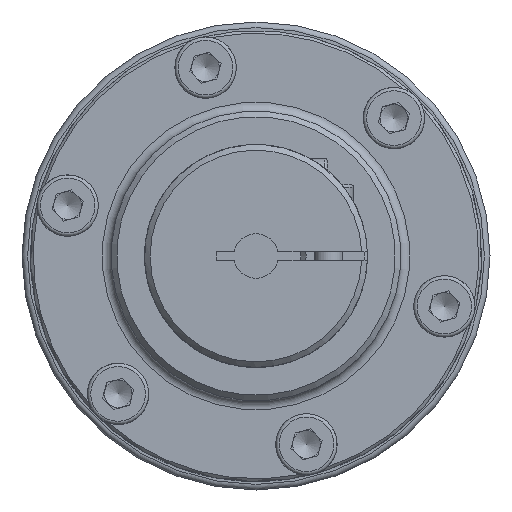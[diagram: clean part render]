
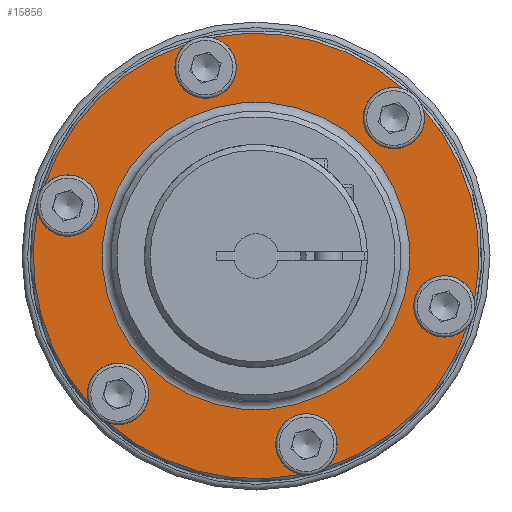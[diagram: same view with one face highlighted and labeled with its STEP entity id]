
A CAD part, left-side view. The second image highlights one B-rep face of the part: STEP entity #15856.
In plain terms, the highlighted planar face has unit normal (-1, 0, 0).
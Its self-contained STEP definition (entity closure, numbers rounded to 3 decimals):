
#1748=PLANE('',#17123);
#4130=ORIENTED_EDGE('',*,*,#6070,.F.);
#4131=ORIENTED_EDGE('',*,*,#6056,.F.);
#4132=ORIENTED_EDGE('',*,*,#6052,.T.);
#4133=ORIENTED_EDGE('',*,*,#6049,.F.);
#4134=ORIENTED_EDGE('',*,*,#6051,.T.);
#4135=ORIENTED_EDGE('',*,*,#6048,.F.);
#4136=ORIENTED_EDGE('',*,*,#6050,.T.);
#4137=ORIENTED_EDGE('',*,*,#6047,.F.);
#4138=ORIENTED_EDGE('',*,*,#6055,.T.);
#4139=ORIENTED_EDGE('',*,*,#6046,.F.);
#4140=ORIENTED_EDGE('',*,*,#6054,.T.);
#4141=ORIENTED_EDGE('',*,*,#6045,.F.);
#4142=ORIENTED_EDGE('',*,*,#6053,.T.);
#6045=EDGE_CURVE('',#9006,#9005,#6968,.T.);
#6046=EDGE_CURVE('',#9004,#9003,#6969,.T.);
#6047=EDGE_CURVE('',#9012,#9011,#6970,.T.);
#6048=EDGE_CURVE('',#9010,#9009,#6971,.T.);
#6049=EDGE_CURVE('',#9008,#9007,#6972,.T.);
#6050=EDGE_CURVE('',#9010,#9011,#6973,.T.);
#6051=EDGE_CURVE('',#9008,#9009,#6974,.T.);
#6052=EDGE_CURVE('',#9014,#9007,#6975,.T.);
#6053=EDGE_CURVE('',#9006,#9013,#6976,.T.);
#6054=EDGE_CURVE('',#9004,#9005,#6977,.T.);
#6055=EDGE_CURVE('',#9012,#9003,#6978,.T.);
#6056=EDGE_CURVE('',#9014,#9013,#6979,.T.);
#6070=EDGE_CURVE('',#9030,#9030,#6981,.T.);
#6968=CIRCLE('',#17097,2.75);
#6969=CIRCLE('',#17099,2.75);
#6970=CIRCLE('',#17101,2.75);
#6971=CIRCLE('',#17103,2.75);
#6972=CIRCLE('',#17105,2.75);
#6973=CIRCLE('',#17107,20.);
#6974=CIRCLE('',#17108,20.);
#6975=CIRCLE('',#17109,20.);
#6976=CIRCLE('',#17110,20.);
#6977=CIRCLE('',#17111,20.);
#6978=CIRCLE('',#17112,20.);
#6979=CIRCLE('',#17114,2.75);
#6981=CIRCLE('',#17124,13.8);
#7891=EDGE_LOOP('',(#4130));
#7892=EDGE_LOOP('',(#4131,#4132,#4133,#4134,#4135,#4136,#4137,#4138,#4139,
#4140,#4141,#4142));
#9003=VERTEX_POINT('',#24597);
#9004=VERTEX_POINT('',#24598);
#9005=VERTEX_POINT('',#24602);
#9006=VERTEX_POINT('',#24603);
#9007=VERTEX_POINT('',#24607);
#9008=VERTEX_POINT('',#24608);
#9009=VERTEX_POINT('',#24612);
#9010=VERTEX_POINT('',#24613);
#9011=VERTEX_POINT('',#24617);
#9012=VERTEX_POINT('',#24618);
#9013=VERTEX_POINT('',#24622);
#9014=VERTEX_POINT('',#24623);
#9030=VERTEX_POINT('',#24701);
#10039=FACE_BOUND('',#7891,.T.);
#10040=FACE_BOUND('',#7892,.T.);
#15856=ADVANCED_FACE('',(#10039,#10040),#1748,.T.);
#17097=AXIS2_PLACEMENT_3D('',#24654,#19847,#19848);
#17099=AXIS2_PLACEMENT_3D('',#24656,#19851,#19852);
#17101=AXIS2_PLACEMENT_3D('',#24658,#19855,#19856);
#17103=AXIS2_PLACEMENT_3D('',#24660,#19859,#19860);
#17105=AXIS2_PLACEMENT_3D('',#24662,#19863,#19864);
#17107=AXIS2_PLACEMENT_3D('',#24664,#19867,#19868);
#17108=AXIS2_PLACEMENT_3D('',#24665,#19869,#19870);
#17109=AXIS2_PLACEMENT_3D('',#24666,#19871,#19872);
#17110=AXIS2_PLACEMENT_3D('',#24667,#19873,#19874);
#17111=AXIS2_PLACEMENT_3D('',#24668,#19875,#19876);
#17112=AXIS2_PLACEMENT_3D('',#24669,#19877,#19878);
#17114=AXIS2_PLACEMENT_3D('',#24671,#19881,#19882);
#17123=AXIS2_PLACEMENT_3D('',#24699,#19911,#19912);
#17124=AXIS2_PLACEMENT_3D('',#24700,#19913,#19914);
#19847=DIRECTION('',(-1.,0.,0.));
#19848=DIRECTION('',(0.,-0.707,0.707));
#19851=DIRECTION('',(-1.,0.,0.));
#19852=DIRECTION('',(0.,-0.966,-0.259));
#19855=DIRECTION('',(-1.,0.,0.));
#19856=DIRECTION('',(0.,-0.259,-0.966));
#19859=DIRECTION('',(-1.,0.,0.));
#19860=DIRECTION('',(0.,0.707,-0.707));
#19863=DIRECTION('',(-1.,0.,0.));
#19864=DIRECTION('',(0.,0.966,0.259));
#19867=DIRECTION('',(-1.,0.,0.));
#19868=DIRECTION('',(0.,0.259,0.966));
#19869=DIRECTION('',(-1.,0.,0.));
#19870=DIRECTION('',(0.,0.259,0.966));
#19871=DIRECTION('',(-1.,0.,0.));
#19872=DIRECTION('',(0.,0.259,0.966));
#19873=DIRECTION('',(-1.,0.,0.));
#19874=DIRECTION('',(0.,0.259,0.966));
#19875=DIRECTION('',(-1.,0.,0.));
#19876=DIRECTION('',(0.,0.259,0.966));
#19877=DIRECTION('',(-1.,0.,0.));
#19878=DIRECTION('',(0.,0.259,0.966));
#19881=DIRECTION('',(-1.,0.,0.));
#19882=DIRECTION('',(0.,0.259,0.966));
#19911=DIRECTION('',(-1.,0.,0.));
#19912=DIRECTION('',(0.,0.259,0.966));
#19913=DIRECTION('',(-1.,0.,0.));
#19914=DIRECTION('',(0.,0.259,0.966));
#24597=CARTESIAN_POINT('',(-6.5,18.965,6.349));
#24598=CARTESIAN_POINT('',(-6.5,19.599,3.984));
#24602=CARTESIAN_POINT('',(-6.5,14.981,-13.25));
#24603=CARTESIAN_POINT('',(-6.5,13.25,-14.981));
#24607=CARTESIAN_POINT('',(-6.5,-18.965,-6.349));
#24608=CARTESIAN_POINT('',(-6.5,-19.599,-3.984));
#24612=CARTESIAN_POINT('',(-6.5,-14.981,13.25));
#24613=CARTESIAN_POINT('',(-6.5,-13.25,14.981));
#24617=CARTESIAN_POINT('',(-6.5,3.984,19.599));
#24618=CARTESIAN_POINT('',(-6.5,6.349,18.965));
#24622=CARTESIAN_POINT('',(-6.5,-3.984,-19.599));
#24623=CARTESIAN_POINT('',(-6.5,-6.349,-18.965));
#24654=CARTESIAN_POINT('',(-6.5,12.374,-12.374));
#24656=CARTESIAN_POINT('',(-6.5,16.904,4.529));
#24658=CARTESIAN_POINT('',(-6.5,4.529,16.904));
#24660=CARTESIAN_POINT('',(-6.5,-12.374,12.374));
#24662=CARTESIAN_POINT('',(-6.5,-16.904,-4.529));
#24664=CARTESIAN_POINT('',(-6.5,0.,0.));
#24665=CARTESIAN_POINT('',(-6.5,0.,0.));
#24666=CARTESIAN_POINT('',(-6.5,0.,0.));
#24667=CARTESIAN_POINT('',(-6.5,0.,0.));
#24668=CARTESIAN_POINT('',(-6.5,0.,0.));
#24669=CARTESIAN_POINT('',(-6.5,0.,0.));
#24671=CARTESIAN_POINT('',(-6.5,-4.529,-16.904));
#24699=CARTESIAN_POINT('',(-6.5,5.241,19.56));
#24700=CARTESIAN_POINT('',(-6.5,0.,0.));
#24701=CARTESIAN_POINT('',(-6.5,3.572,13.33));
